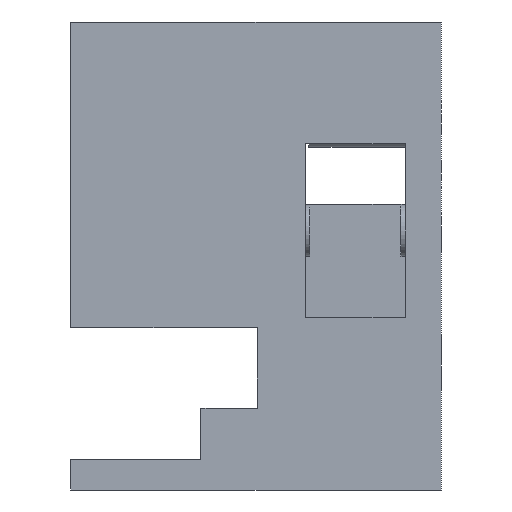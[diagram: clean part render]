
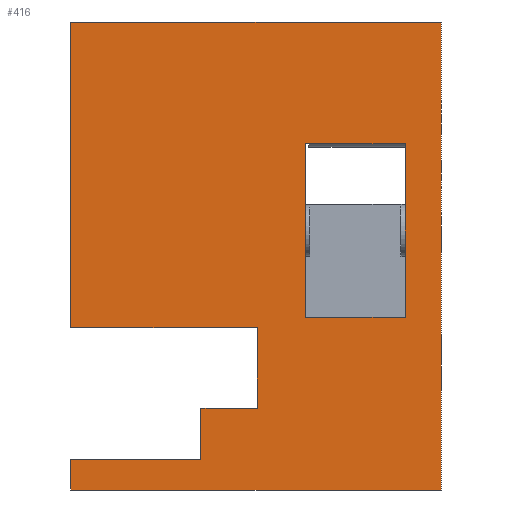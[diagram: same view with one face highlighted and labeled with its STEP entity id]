
A CAD part, front view. The second image highlights one B-rep face of the part: STEP entity #416.
In plain terms, the highlighted planar face has unit normal (0, -1, 0).
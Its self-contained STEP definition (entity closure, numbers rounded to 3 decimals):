
#55 = VERTEX_POINT('',#56);
#56 = CARTESIAN_POINT('',(-12.67,-23.,48.));
#73 = VERTEX_POINT('',#74);
#74 = CARTESIAN_POINT('',(-12.67,-23.,12.81));
#80 = EDGE_CURVE('',#55,#73,#81,.T.);
#81 = LINE('',#82,#83);
#82 = CARTESIAN_POINT('',(-12.67,-23.,14.31));
#83 = VECTOR('',#84,1.);
#84 = DIRECTION('',(0.,0.,-1.));
#159 = EDGE_CURVE('',#160,#55,#162,.T.);
#160 = VERTEX_POINT('',#161);
#161 = CARTESIAN_POINT('',(30.,-23.,48.));
#162 = LINE('',#163,#164);
#163 = CARTESIAN_POINT('',(-2.5,-23.,48.));
#164 = VECTOR('',#165,1.);
#165 = DIRECTION('',(-1.,-0.,-0.));
#321 = EDGE_CURVE('',#322,#73,#324,.T.);
#322 = VERTEX_POINT('',#323);
#323 = CARTESIAN_POINT('',(8.83,-23.,12.81));
#324 = LINE('',#325,#326);
#325 = CARTESIAN_POINT('',(-2.5,-23.,12.81));
#326 = VECTOR('',#327,1.);
#327 = DIRECTION('',(-1.,-0.,-0.));
#416 = ADVANCED_FACE('',(#417,#476),#510,.T.);
#417 = FACE_BOUND('',#418,.T.);
#418 = EDGE_LOOP('',(#419,#429,#435,#436,#437,#438,#446,#454,#462,#470)
  );
#419 = ORIENTED_EDGE('',*,*,#420,.T.);
#420 = EDGE_CURVE('',#421,#423,#425,.T.);
#421 = VERTEX_POINT('',#422);
#422 = CARTESIAN_POINT('',(-12.67,-23.,-5.87));
#423 = VERTEX_POINT('',#424);
#424 = CARTESIAN_POINT('',(30.,-23.,-5.87));
#425 = LINE('',#426,#427);
#426 = CARTESIAN_POINT('',(-12.67,-23.,-5.87));
#427 = VECTOR('',#428,1.);
#428 = DIRECTION('',(1.,0.,0.));
#429 = ORIENTED_EDGE('',*,*,#430,.T.);
#430 = EDGE_CURVE('',#423,#160,#431,.T.);
#431 = LINE('',#432,#433);
#432 = CARTESIAN_POINT('',(30.,-23.,18.645));
#433 = VECTOR('',#434,1.);
#434 = DIRECTION('',(0.,0.,1.));
#435 = ORIENTED_EDGE('',*,*,#159,.T.);
#436 = ORIENTED_EDGE('',*,*,#80,.T.);
#437 = ORIENTED_EDGE('',*,*,#321,.F.);
#438 = ORIENTED_EDGE('',*,*,#439,.F.);
#439 = EDGE_CURVE('',#440,#322,#442,.T.);
#440 = VERTEX_POINT('',#441);
#441 = CARTESIAN_POINT('',(8.83,-23.,3.55));
#442 = LINE('',#443,#444);
#443 = CARTESIAN_POINT('',(8.83,-23.,13.33));
#444 = VECTOR('',#445,1.);
#445 = DIRECTION('',(0.,0.,1.));
#446 = ORIENTED_EDGE('',*,*,#447,.F.);
#447 = EDGE_CURVE('',#448,#440,#450,.T.);
#448 = VERTEX_POINT('',#449);
#449 = CARTESIAN_POINT('',(2.33,-23.,3.55));
#450 = LINE('',#451,#452);
#451 = CARTESIAN_POINT('',(7.83,-23.,3.55));
#452 = VECTOR('',#453,1.);
#453 = DIRECTION('',(1.,0.,0.));
#454 = ORIENTED_EDGE('',*,*,#455,.F.);
#455 = EDGE_CURVE('',#456,#448,#458,.T.);
#456 = VERTEX_POINT('',#457);
#457 = CARTESIAN_POINT('',(2.33,-23.,-2.34));
#458 = LINE('',#459,#460);
#459 = CARTESIAN_POINT('',(2.33,-23.,2.05));
#460 = VECTOR('',#461,1.);
#461 = DIRECTION('',(0.,0.,1.));
#462 = ORIENTED_EDGE('',*,*,#463,.T.);
#463 = EDGE_CURVE('',#456,#464,#466,.T.);
#464 = VERTEX_POINT('',#465);
#465 = CARTESIAN_POINT('',(-12.67,-23.,-2.34));
#466 = LINE('',#467,#468);
#467 = CARTESIAN_POINT('',(2.33,-23.,-2.34));
#468 = VECTOR('',#469,1.);
#469 = DIRECTION('',(-1.,0.,0.));
#470 = ORIENTED_EDGE('',*,*,#471,.T.);
#471 = EDGE_CURVE('',#464,#421,#472,.T.);
#472 = LINE('',#473,#474);
#473 = CARTESIAN_POINT('',(-12.67,-23.,-0.84));
#474 = VECTOR('',#475,1.);
#475 = DIRECTION('',(0.,0.,-1.));
#476 = FACE_BOUND('',#477,.T.);
#477 = EDGE_LOOP('',(#478,#488,#496,#504));
#478 = ORIENTED_EDGE('',*,*,#479,.F.);
#479 = EDGE_CURVE('',#480,#482,#484,.T.);
#480 = VERTEX_POINT('',#481);
#481 = CARTESIAN_POINT('',(25.85,-23.,34.));
#482 = VERTEX_POINT('',#483);
#483 = CARTESIAN_POINT('',(14.35,-23.,34.));
#484 = LINE('',#485,#486);
#485 = CARTESIAN_POINT('',(14.75,-23.,34.));
#486 = VECTOR('',#487,1.);
#487 = DIRECTION('',(-1.,0.,0.));
#488 = ORIENTED_EDGE('',*,*,#489,.T.);
#489 = EDGE_CURVE('',#480,#490,#492,.T.);
#490 = VERTEX_POINT('',#491);
#491 = CARTESIAN_POINT('',(25.85,-23.,14.));
#492 = LINE('',#493,#494);
#493 = CARTESIAN_POINT('',(25.85,-23.,34.));
#494 = VECTOR('',#495,1.);
#495 = DIRECTION('',(0.,0.,-1.));
#496 = ORIENTED_EDGE('',*,*,#497,.F.);
#497 = EDGE_CURVE('',#498,#490,#500,.T.);
#498 = VERTEX_POINT('',#499);
#499 = CARTESIAN_POINT('',(14.35,-23.,14.));
#500 = LINE('',#501,#502);
#501 = CARTESIAN_POINT('',(25.75,-23.,14.));
#502 = VECTOR('',#503,1.);
#503 = DIRECTION('',(1.,0.,0.));
#504 = ORIENTED_EDGE('',*,*,#505,.T.);
#505 = EDGE_CURVE('',#498,#482,#506,.T.);
#506 = LINE('',#507,#508);
#507 = CARTESIAN_POINT('',(14.35,-23.,11.));
#508 = VECTOR('',#509,1.);
#509 = DIRECTION('',(0.,0.,1.));
#510 = PLANE('',#511);
#511 = AXIS2_PLACEMENT_3D('',#512,#513,#514);
#512 = CARTESIAN_POINT('',(7.955,-23.,18.344));
#513 = DIRECTION('',(-0.,-1.,-0.));
#514 = DIRECTION('',(0.,0.,-1.));
